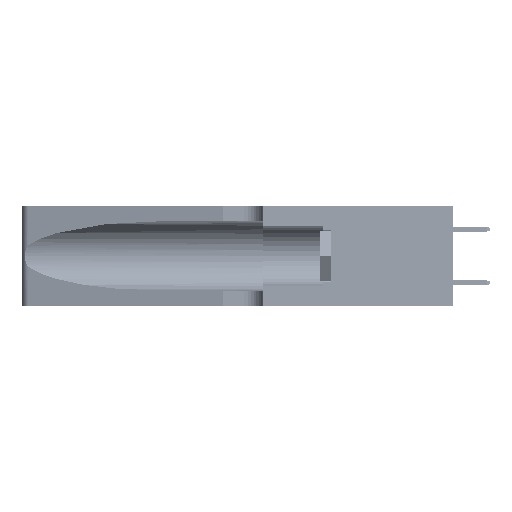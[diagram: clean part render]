
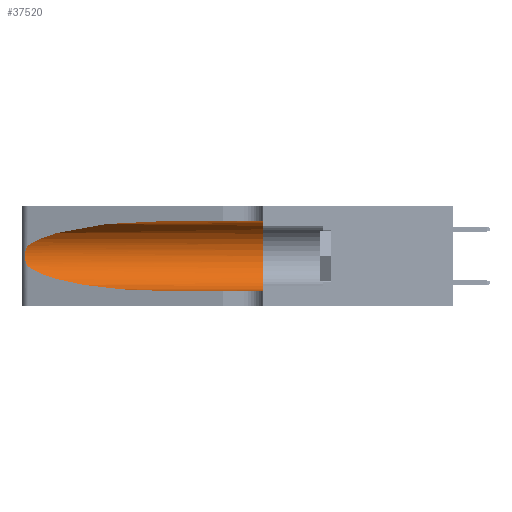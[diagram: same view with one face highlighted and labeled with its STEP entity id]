
A CAD part, left-side view. The second image highlights one B-rep face of the part: STEP entity #37520.
In plain terms, the highlighted cylindrical face has radius 3.308 mm (diameter 6.617 mm), a partial arc.
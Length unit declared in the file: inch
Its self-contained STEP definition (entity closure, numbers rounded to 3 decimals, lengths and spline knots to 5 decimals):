
#415 = CARTESIAN_POINT ( 'NONE',  ( 0.25487, 1.22718, 0.22369 ) ) ;
#1033 = CARTESIAN_POINT ( 'NONE',  ( 0.25789, 1.23486, 0.15765 ) ) ;
#1228 = CARTESIAN_POINT ( 'NONE',  ( 0.18966, 0.96281, 0.05475 ) ) ;
#1527 = CARTESIAN_POINT ( 'NONE',  ( 0.25787, 1.23484, 0.2124 ) ) ;
#1569 = CARTESIAN_POINT ( 'NONE',  ( 0.1305, 0.72297, 0.05475 ) ) ;
#1735 = CARTESIAN_POINT ( 'NONE',  ( 0.1305, 0.72297, 0.05475 ) ) ;
#1753 = VERTEX_POINT ( 'NONE', #25911 ) ;
#2806 = VERTEX_POINT ( 'NONE', #1569 ) ;
#4486 = CYLINDRICAL_SURFACE ( 'NONE', #48040, 0.13025 ) ;
#4735 = ORIENTED_EDGE ( 'NONE', *, *, #27933, .T. ) ;
#4829 = CARTESIAN_POINT ( 'NONE',  ( 0.1305, 0.35, 0.05475 ) ) ;
#5559 = CARTESIAN_POINT ( 'NONE',  ( 0.25856, 1.23593, 0.16098 ) ) ;
#7479 = CIRCLE ( 'NONE', #45977, 0.13025 ) ;
#8599 = CARTESIAN_POINT ( 'NONE',  ( 0.26018, 1.23835, 0.19895 ) ) ;
#9335 = CARTESIAN_POINT ( 'NONE',  ( 0.25555, 1.22993, 0.14849 ) ) ;
#11910 = EDGE_CURVE ( 'NONE', #2806, #27397, #26501, .T. ) ;
#12672 = DIRECTION ( 'NONE',  ( 0., 1., 0. ) ) ;
#13594 = VERTEX_POINT ( 'NONE', #42761 ) ;
#15170 = VERTEX_POINT ( 'NONE', #35739 ) ;
#15380 = ORIENTED_EDGE ( 'NONE', *, *, #22694, .T. ) ;
#16604 = CARTESIAN_POINT ( 'NONE',  ( 0.26075, 1.23896, 0.178 ) ) ;
#16661 = DIRECTION ( 'NONE',  ( 0., 0., 1. ) ) ;
#16915 = CARTESIAN_POINT ( 'NONE',  ( 0.1305, 0.35, 0.185 ) ) ;
#18894 = DIRECTION ( 'NONE',  ( 0., -1., 0. ) ) ;
#18957 = CARTESIAN_POINT ( 'NONE',  ( 0.1305, 1.61858, 0.05475 ) ) ;
#19514 = CARTESIAN_POINT ( 'NONE',  ( 0.18966, 0.96281, 0.31525 ) ) ;
#20058 = DIRECTION ( 'NONE',  ( 0., -1., 0. ) ) ;
#20768 = EDGE_LOOP ( 'NONE', ( #4735, #36570, #15380, #38238, #21660, #41860 ) ) ;
#21627 = CARTESIAN_POINT ( 'NONE',  ( 0.1305, 0.35, 0.31525 ) ) ;
#21660 = ORIENTED_EDGE ( 'NONE', *, *, #25740, .F. ) ;
#22694 = EDGE_CURVE ( 'NONE', #1753, #2806, #40235, .T. ) ;
#23039 = CARTESIAN_POINT ( 'NONE',  ( 0.2373, 1.15595, 0.28018 ) ) ;
#23414 = CARTESIAN_POINT ( 'NONE',  ( 0.1305, 1.61858, 0.31525 ) ) ;
#23652 = CARTESIAN_POINT ( 'NONE',  ( 0.25639, 1.23184, 0.21858 ) ) ;
#24382 = CARTESIAN_POINT ( 'NONE',  ( 0.25854, 1.2359, 0.20912 ) ) ;
#25740 = EDGE_CURVE ( 'NONE', #31888, #27397, #7479, .T. ) ;
#25911 = CARTESIAN_POINT ( 'NONE',  ( 0.25487, 1.22718, 0.14631 ) ) ;
#26501 = LINE ( 'NONE', #18957, #39312 ) ;
#27397 = VERTEX_POINT ( 'NONE', #4829 ) ;
#27470 = DIRECTION ( 'NONE',  ( 0., -1., 0. ) ) ;
#27649 = CARTESIAN_POINT ( 'NONE',  ( 0.25487, 1.22718, 0.22369 ) ) ;
#27933 = EDGE_CURVE ( 'NONE', #13594, #15170, #48929, .T. ) ;
#28347 = CARTESIAN_POINT ( 'NONE',  ( 0.2373, 1.15595, 0.08982 ) ) ;
#30183 = LINE ( 'NONE', #23414, #36821 ) ;
#31156 = B_SPLINE_CURVE_WITH_KNOTS ( 'NONE', 3,
 ( #27649, #47517, #23652, #1527, #24382, #8599, #31670, #16604, #39210, #5559, #1033, #43486, #9335, #39696 ),
 .UNSPECIFIED., .F., .F.,
 ( 4, 2, 2, 2, 2, 2, 4 ),
 ( 0., 0.00027, 0.00053, 0.00107, 0.0016, 0.00187, 0.00214 ),
 .UNSPECIFIED. ) ;
#31670 = CARTESIAN_POINT ( 'NONE',  ( 0.26075, 1.23896, 0.19203 ) ) ;
#31888 = VERTEX_POINT ( 'NONE', #21627 ) ;
#35739 = CARTESIAN_POINT ( 'NONE',  ( 0.25487, 1.22718, 0.22369 ) ) ;
#36570 = ORIENTED_EDGE ( 'NONE', *, *, #39012, .T. ) ;
#36821 = VECTOR ( 'NONE', #18894, 39.37008 ) ;
#37520 = ADVANCED_FACE ( 'NONE', ( #38389 ), #4486, .F. ) ;
#38238 = ORIENTED_EDGE ( 'NONE', *, *, #11910, .T. ) ;
#38389 = FACE_OUTER_BOUND ( 'NONE', #20768, .T. ) ;
#38882 = DIRECTION ( 'NONE',  ( 0., 0., -1. ) ) ;
#38890 = EDGE_CURVE ( 'NONE', #13594, #31888, #30183, .T. ) ;
#39012 = EDGE_CURVE ( 'NONE', #15170, #1753, #31156, .T. ) ;
#39210 = CARTESIAN_POINT ( 'NONE',  ( 0.26017, 1.23833, 0.17102 ) ) ;
#39312 = VECTOR ( 'NONE', #27470, 39.37008 ) ;
#39696 = CARTESIAN_POINT ( 'NONE',  ( 0.25487, 1.22718, 0.14631 ) ) ;
#40235 =( BOUNDED_CURVE ( )  B_SPLINE_CURVE ( 3, ( #43677, #28347, #1228, #1735 ),
 .UNSPECIFIED., .F., .F. ) 
 B_SPLINE_CURVE_WITH_KNOTS ( ( 4, 4 ),
 ( 3.44316, 4.71239 ),
 .UNSPECIFIED. ) 
 CURVE ( )  GEOMETRIC_REPRESENTATION_ITEM ( )  RATIONAL_B_SPLINE_CURVE ( ( 1., 0.87, 0.87, 1. ) ) 
 REPRESENTATION_ITEM ( '' )  );
#41860 = ORIENTED_EDGE ( 'NONE', *, *, #38890, .F. ) ;
#42125 = CARTESIAN_POINT ( 'NONE',  ( 0.1305, 0.72297, 0.31525 ) ) ;
#42761 = CARTESIAN_POINT ( 'NONE',  ( 0.1305, 0.72297, 0.31525 ) ) ;
#43486 = CARTESIAN_POINT ( 'NONE',  ( 0.25639, 1.23186, 0.15144 ) ) ;
#43677 = CARTESIAN_POINT ( 'NONE',  ( 0.25487, 1.22718, 0.14631 ) ) ;
#45977 = AXIS2_PLACEMENT_3D ( 'NONE', #16915, #12672, #16661 ) ;
#46193 = CARTESIAN_POINT ( 'NONE',  ( 0.1305, 1.61858, 0.185 ) ) ;
#47517 = CARTESIAN_POINT ( 'NONE',  ( 0.25555, 1.22994, 0.2215 ) ) ;
#48040 = AXIS2_PLACEMENT_3D ( 'NONE', #46193, #20058, #38882 ) ;
#48929 =( BOUNDED_CURVE ( )  B_SPLINE_CURVE ( 3, ( #42125, #19514, #23039, #415 ),
 .UNSPECIFIED., .F., .T. ) 
 B_SPLINE_CURVE_WITH_KNOTS ( ( 4, 4 ),
 ( 1.5708, 2.84003 ),
 .UNSPECIFIED. ) 
 CURVE ( )  GEOMETRIC_REPRESENTATION_ITEM ( )  RATIONAL_B_SPLINE_CURVE ( ( 1., 0.87, 0.87, 1. ) ) 
 REPRESENTATION_ITEM ( '' )  );
